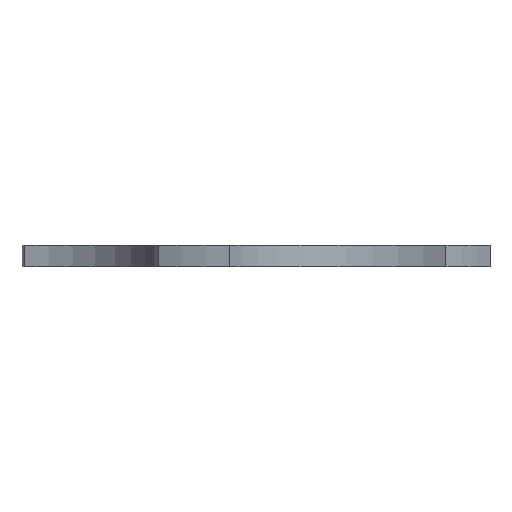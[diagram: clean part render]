
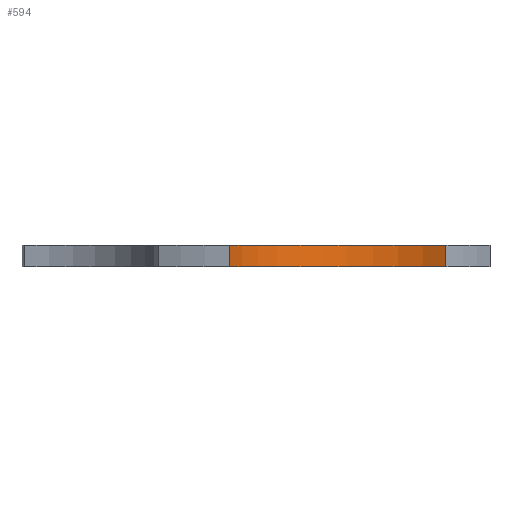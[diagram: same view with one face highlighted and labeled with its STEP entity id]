
A CAD part, left-side view. The second image highlights one B-rep face of the part: STEP entity #594.
In plain terms, the highlighted cylindrical face has radius 73.743 mm (diameter 147.486 mm), a partial arc.
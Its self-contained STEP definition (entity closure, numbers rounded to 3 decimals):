
#3 = VERTEX_POINT ( 'NONE', #1155 ) ;
#16 = DIRECTION ( 'NONE',  ( 0., 0., 1. ) ) ;
#24 = ORIENTED_EDGE ( 'NONE', *, *, #940, .T. ) ;
#30 = LINE ( 'NONE', #979, #263 ) ;
#33 = DIRECTION ( 'NONE',  ( 0., 0., -1. ) ) ;
#44 = EDGE_CURVE ( 'NONE', #1006, #646, #811, .T. ) ;
#57 = DIRECTION ( 'NONE',  ( 1., 0., 0. ) ) ;
#80 = CARTESIAN_POINT ( 'NONE',  ( -147.169, -47.818, 10. ) ) ;
#186 = DIRECTION ( 'NONE',  ( 0., 0., -1. ) ) ;
#213 = CARTESIAN_POINT ( 'NONE',  ( -82.646, -83.522, 0. ) ) ;
#219 = CARTESIAN_POINT ( 'NONE',  ( -147.169, -47.818, 0. ) ) ;
#263 = VECTOR ( 'NONE', #1179, 1000. ) ;
#337 = VECTOR ( 'NONE', #33, 1000. ) ;
#404 = CARTESIAN_POINT ( 'NONE',  ( -115.955, 18.993, 10. ) ) ;
#447 = LINE ( 'NONE', #1059, #337 ) ;
#499 = ORIENTED_EDGE ( 'NONE', *, *, #985, .T. ) ;
#552 = AXIS2_PLACEMENT_3D ( 'NONE', #80, #186, #1253 ) ;
#567 = DIRECTION ( 'NONE',  ( 1., 0., 0. ) ) ;
#572 = CYLINDRICAL_SURFACE ( 'NONE', #552, 73.743 ) ;
#594 = ADVANCED_FACE ( 'NONE', ( #624 ), #572, .F. ) ;
#617 = AXIS2_PLACEMENT_3D ( 'NONE', #1230, #823, #57 ) ;
#624 = FACE_OUTER_BOUND ( 'NONE', #970, .T. ) ;
#645 = AXIS2_PLACEMENT_3D ( 'NONE', #219, #16, #567 ) ;
#646 = VERTEX_POINT ( 'NONE', #1048 ) ;
#709 = VERTEX_POINT ( 'NONE', #404 ) ;
#811 = CIRCLE ( 'NONE', #645, 73.743 ) ;
#823 = DIRECTION ( 'NONE',  ( 0., 0., 1. ) ) ;
#894 = ORIENTED_EDGE ( 'NONE', *, *, #44, .F. ) ;
#940 = EDGE_CURVE ( 'NONE', #709, #646, #30, .T. ) ;
#970 = EDGE_LOOP ( 'NONE', ( #894, #1021, #499, #24 ) ) ;
#979 = CARTESIAN_POINT ( 'NONE',  ( -115.955, 18.993, 10. ) ) ;
#985 = EDGE_CURVE ( 'NONE', #3, #709, #1088, .T. ) ;
#1006 = VERTEX_POINT ( 'NONE', #213 ) ;
#1021 = ORIENTED_EDGE ( 'NONE', *, *, #1233, .F. ) ;
#1048 = CARTESIAN_POINT ( 'NONE',  ( -115.955, 18.993, 0. ) ) ;
#1059 = CARTESIAN_POINT ( 'NONE',  ( -82.646, -83.522, 10. ) ) ;
#1088 = CIRCLE ( 'NONE', #617, 73.743 ) ;
#1155 = CARTESIAN_POINT ( 'NONE',  ( -82.646, -83.522, 10. ) ) ;
#1179 = DIRECTION ( 'NONE',  ( 0., 0., -1. ) ) ;
#1230 = CARTESIAN_POINT ( 'NONE',  ( -147.169, -47.818, 10. ) ) ;
#1233 = EDGE_CURVE ( 'NONE', #3, #1006, #447, .T. ) ;
#1253 = DIRECTION ( 'NONE',  ( -1., 0., 0. ) ) ;
